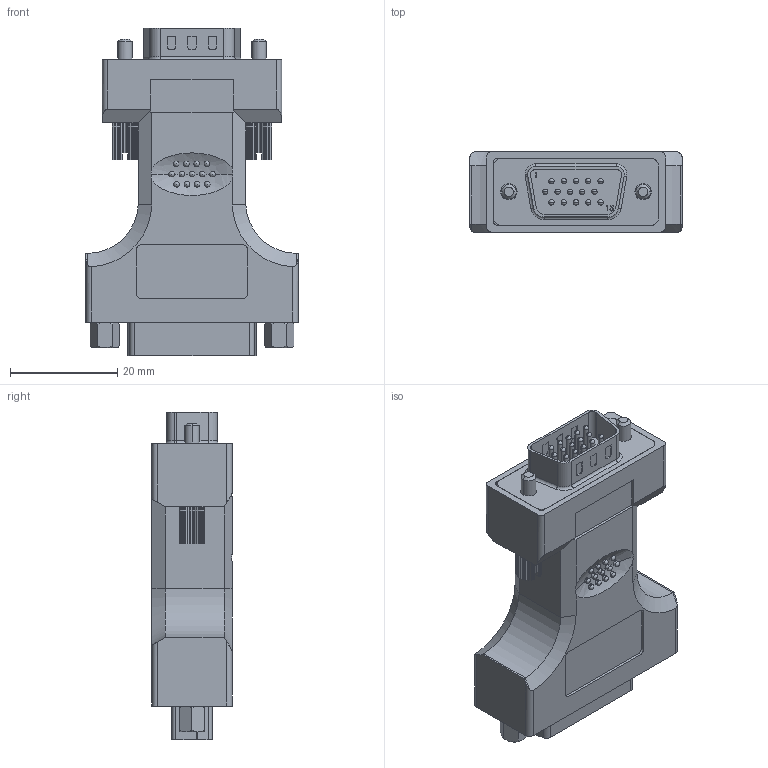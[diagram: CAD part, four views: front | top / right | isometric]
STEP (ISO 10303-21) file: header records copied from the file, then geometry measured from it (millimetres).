
FILE_DESCRIPTION (( 'STEP AP203' ), '1' );
FILE_NAME ('DMB602FM.STEP', '2006-06-23T18:45:56', ( 'lcom' ), ( 'lcom' ), 'SwSTEP 2.0', 'SolidWorks 2006004', '' );
FILE_SCHEMA (( 'CONFIG_CONTROL_DESIGN' ));
Products named in the file (8): DMB602-MA1; DVI LOGO; DMB602FM; DMB602-MA2; SDH15P; SDG250-MA1; DMB601 screw; 3AB14-004
Assembly tree (9 placements, depth 3):
  DMB602FM
    SDH15P
    DMB601 screw  x2
    SDG250-MA1  x2
    DMB602-MA2
      DVI LOGO
      DMB602-MA1
    3AB14-004
Bounding box: 39.52 x 14.99 x 61.09 mm (x, y, z)
Volume: 23233.7 mm3; surface area: 11598.9 mm2
Topology: 8 solids, 8 shells, 1571 faces, 4137 edges, 2664 vertices
Faces by surface type: plane 891, cylinder 368, bspline 126, sphere 88, cone 74, torus 24
Entity records: 55758 total; most frequent: CARTESIAN_POINT 21343, ORIENTED_EDGE 7134, DIRECTION 6516, EDGE_CURVE 3567, VECTOR 2500, LINE 2500, VERTEX_POINT 2317, AXIS2_PLACEMENT_3D 2008
